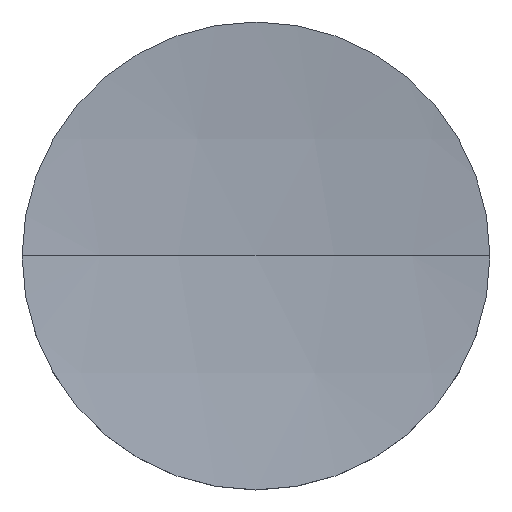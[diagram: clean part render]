
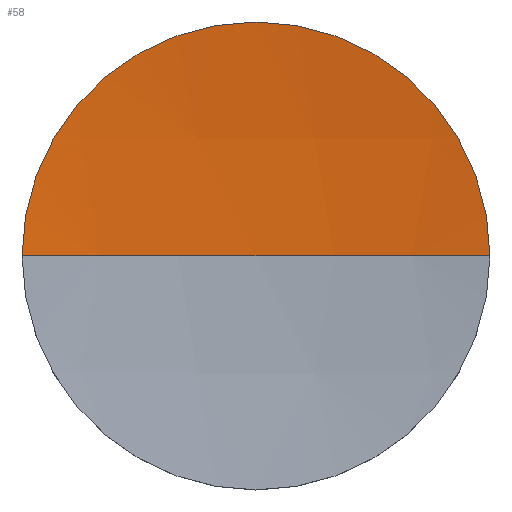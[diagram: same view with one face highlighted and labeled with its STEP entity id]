
A CAD part, top view. The second image highlights one B-rep face of the part: STEP entity #58.
In plain terms, the highlighted spherical face has radius 400 mm.
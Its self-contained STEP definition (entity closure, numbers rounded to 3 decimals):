
#10 = CIRCLE ( 'NONE', #148, 400. ) ;
#12 = EDGE_CURVE ( 'NONE', #73, #14, #10, .T. ) ;
#13 = AXIS2_PLACEMENT_3D ( 'NONE', #137, #99, #127 ) ;
#14 = VERTEX_POINT ( 'NONE', #82 ) ;
#19 = DIRECTION ( 'NONE',  ( 0., 0., -1. ) ) ;
#31 = DIRECTION ( 'NONE',  ( 1., 0., 0. ) ) ;
#32 = ORIENTED_EDGE ( 'NONE', *, *, #168, .F. ) ;
#58 = ADVANCED_FACE ( 'NONE', ( #190 ), #105, .F. ) ;
#60 = DIRECTION ( 'NONE',  ( 1., 0., 0. ) ) ;
#64 = CARTESIAN_POINT ( 'NONE',  ( 0., 0., 15. ) ) ;
#71 = ORIENTED_EDGE ( 'NONE', *, *, #184, .T. ) ;
#73 = VERTEX_POINT ( 'NONE', #109 ) ;
#81 = CIRCLE ( 'NONE', #13, 400. ) ;
#82 = CARTESIAN_POINT ( 'NONE',  ( 0., 0., 11.761 ) ) ;
#86 = AXIS2_PLACEMENT_3D ( 'NONE', #158, #171, #31 ) ;
#88 = CIRCLE ( 'NONE', #114, 50.8 ) ;
#95 = CARTESIAN_POINT ( 'NONE',  ( 0., 0., 411.761 ) ) ;
#99 = DIRECTION ( 'NONE',  ( 0., -1., 0. ) ) ;
#105 = SPHERICAL_SURFACE ( 'NONE', #86, 400. ) ;
#109 = CARTESIAN_POINT ( 'NONE',  ( 50.8, 0., 15. ) ) ;
#114 = AXIS2_PLACEMENT_3D ( 'NONE', #64, #19, #60 ) ;
#122 = DIRECTION ( 'NONE',  ( 0., 1., 0. ) ) ;
#127 = DIRECTION ( 'NONE',  ( 1., 0., 0. ) ) ;
#131 = ORIENTED_EDGE ( 'NONE', *, *, #12, .F. ) ;
#137 = CARTESIAN_POINT ( 'NONE',  ( 0., 0., 411.761 ) ) ;
#148 = AXIS2_PLACEMENT_3D ( 'NONE', #95, #122, #187 ) ;
#158 = CARTESIAN_POINT ( 'NONE',  ( 0., 0., 411.761 ) ) ;
#168 = EDGE_CURVE ( 'NONE', #169, #73, #88, .T. ) ;
#169 = VERTEX_POINT ( 'NONE', #176 ) ;
#171 = DIRECTION ( 'NONE',  ( 0., -1., 0. ) ) ;
#172 = EDGE_LOOP ( 'NONE', ( #32, #71, #131 ) ) ;
#176 = CARTESIAN_POINT ( 'NONE',  ( -50.8, 0., 15. ) ) ;
#184 = EDGE_CURVE ( 'NONE', #169, #14, #81, .T. ) ;
#187 = DIRECTION ( 'NONE',  ( 0., 0., 1. ) ) ;
#190 = FACE_OUTER_BOUND ( 'NONE', #172, .T. ) ;
